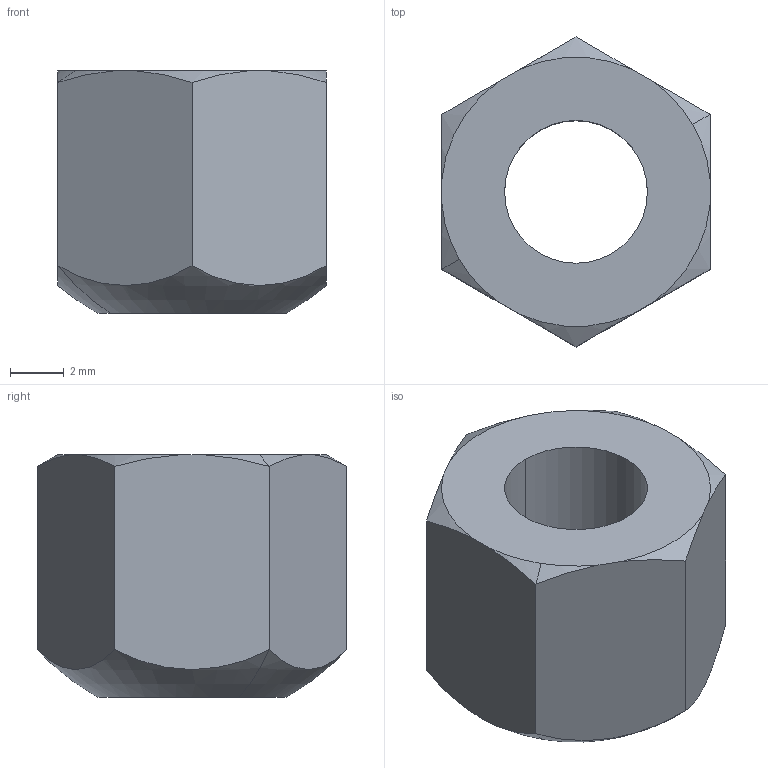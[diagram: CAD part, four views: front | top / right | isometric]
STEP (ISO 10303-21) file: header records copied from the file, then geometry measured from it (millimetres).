
FILE_DESCRIPTION(('STEP AP214'),'1');
FILE_NAME(' ',' ',('TraceParts'),('TraceParts S.A.'),'XStep 1.0',' ',' ');
FILE_SCHEMA(('automotive_design'));
Length unit declared in the file: millimetre
Products named in the file (1): 1
Bounding box: 9.96 x 11.5 x 9 mm (x, y, z)
Volume: 543 mm3; surface area: 549.7 mm2
Topology: 1 solids, 1 shells, 22 faces, 56 edges, 36 vertices
Faces by surface type: cone 10, plane 8, torus 2, cylinder 2
Entity records: 1440 total; most frequent: CARTESIAN_POINT 271, STYLED_ITEM 115, PRESENTATION_STYLE_ASSIGNMENT 115, COLOUR_RGB 115, ORIENTED_EDGE 112, DIRECTION 104, EDGE_CURVE 56, CURVE_STYLE 56
